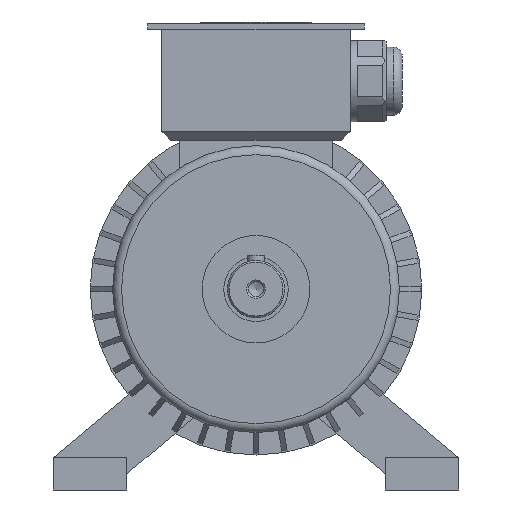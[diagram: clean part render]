
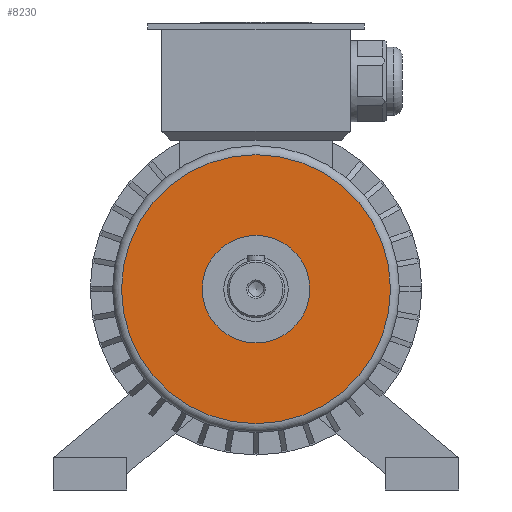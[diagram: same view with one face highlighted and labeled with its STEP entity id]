
A CAD part, front view. The second image highlights one B-rep face of the part: STEP entity #8230.
In plain terms, the highlighted planar face has unit normal (0, -1, 0).
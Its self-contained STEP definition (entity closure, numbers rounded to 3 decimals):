
#327=CIRCLE('',#8715,75.);
#328=CIRCLE('',#8716,30.);
#958=ORIENTED_EDGE('',*,*,#2631,.T.);
#959=ORIENTED_EDGE('',*,*,#2632,.T.);
#2631=EDGE_CURVE('',#3442,#3442,#327,.F.);
#2632=EDGE_CURVE('',#3443,#3443,#328,.T.);
#3442=VERTEX_POINT('',#11665);
#3443=VERTEX_POINT('',#11667);
#4946=EDGE_LOOP('',(#958));
#4947=EDGE_LOOP('',(#959));
#5320=FACE_BOUND('',#4946,.T.);
#5321=FACE_BOUND('',#4947,.T.);
#5677=PLANE('',#8714);
#8230=ADVANCED_FACE('',(#5320,#5321),#5677,.F.);
#8714=AXIS2_PLACEMENT_3D('',#11663,#9803,#9804);
#8715=AXIS2_PLACEMENT_3D('',#11664,#9805,#9806);
#8716=AXIS2_PLACEMENT_3D('',#11666,#9807,#9808);
#9803=DIRECTION('',(0.,1.,0.));
#9804=DIRECTION('',(0.,0.,1.));
#9805=DIRECTION('',(0.,1.,0.));
#9806=DIRECTION('',(0.,0.,1.));
#9807=DIRECTION('',(0.,1.,0.));
#9808=DIRECTION('',(1.,0.,0.));
#11663=CARTESIAN_POINT('',(0.,-27.,0.));
#11664=CARTESIAN_POINT('',(0.,-27.,0.));
#11665=CARTESIAN_POINT('',(0.,-27.,75.));
#11666=CARTESIAN_POINT('',(0.,-27.,0.));
#11667=CARTESIAN_POINT('',(30.,-27.,0.));
